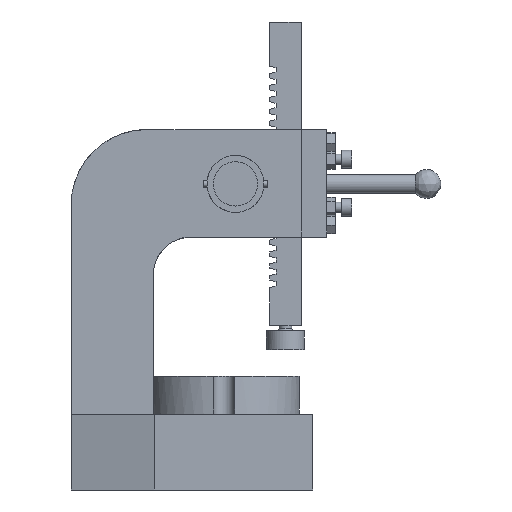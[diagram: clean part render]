
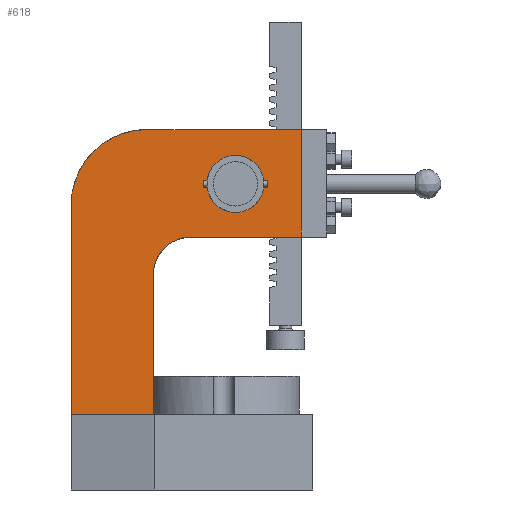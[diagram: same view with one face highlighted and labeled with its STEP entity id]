
A CAD part, left-side view. The second image highlights one B-rep face of the part: STEP entity #618.
In plain terms, the highlighted free-form (B-spline) face has degree [1, 1] with [2, 2] control points.
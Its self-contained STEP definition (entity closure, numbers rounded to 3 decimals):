
#568 = VERTEX_POINT('',#569);
#569 = CARTESIAN_POINT('',(-1109.338,3274.765,
    9728.037));
#574 = EDGE_CURVE('',#575,#568,#577,.T.);
#575 = VERTEX_POINT('',#576);
#576 = CARTESIAN_POINT('',(-1109.338,-889.518,
    9728.037));
#577 = B_SPLINE_CURVE_WITH_KNOTS('',1,(#578,#579),.UNSPECIFIED.,.F.,.F.,
  (2,2),(-3797.3,-698.5),.PIECEWISE_BEZIER_KNOTS.);
#578 = CARTESIAN_POINT('',(-1109.338,-889.518,
    9728.037));
#579 = CARTESIAN_POINT('',(-1109.338,3274.765,
    9728.037));
#618 = ADVANCED_FACE('',(#619,#671),#685,.T.);
#619 = FACE_BOUND('',#620,.T.);
#620 = EDGE_LOOP('',(#621,#622,#630,#637,#644,#651,#659,#666));
#621 = ORIENTED_EDGE('',*,*,#574,.T.);
#622 = ORIENTED_EDGE('',*,*,#623,.T.);
#623 = EDGE_CURVE('',#568,#624,#626,.T.);
#624 = VERTEX_POINT('',#625);
#625 = CARTESIAN_POINT('',(-1109.338,5322.772,
    7680.03));
#626 = ( BOUNDED_CURVE() B_SPLINE_CURVE(2,(#627,#628,#629),
.UNSPECIFIED.,.F.,.F.) B_SPLINE_CURVE_WITH_KNOTS((3,3),(3.142,
4.712),.PIECEWISE_BEZIER_KNOTS.) CURVE() 
GEOMETRIC_REPRESENTATION_ITEM() RATIONAL_B_SPLINE_CURVE((1.,
0.707,1.)) REPRESENTATION_ITEM('') );
#627 = CARTESIAN_POINT('',(-1109.338,3274.765,
    9728.037));
#628 = CARTESIAN_POINT('',(-1109.338,5322.772,
    9728.037));
#629 = CARTESIAN_POINT('',(-1109.338,5322.772,
    7680.03));
#630 = ORIENTED_EDGE('',*,*,#631,.F.);
#631 = EDGE_CURVE('',#632,#624,#634,.T.);
#632 = VERTEX_POINT('',#633);
#633 = CARTESIAN_POINT('',(-1109.338,5322.772,0.));
#634 = B_SPLINE_CURVE_WITH_KNOTS('',1,(#635,#636),.UNSPECIFIED.,.F.,.F.,
  (2,2),(0.,5715.),.PIECEWISE_BEZIER_KNOTS.);
#635 = CARTESIAN_POINT('',(-1109.338,5322.772,0.));
#636 = CARTESIAN_POINT('',(-1109.338,5322.772,
    7680.03));
#637 = ORIENTED_EDGE('',*,*,#638,.T.);
#638 = EDGE_CURVE('',#632,#639,#641,.T.);
#639 = VERTEX_POINT('',#640);
#640 = CARTESIAN_POINT('',(-1109.338,3104.097,0.));
#641 = B_SPLINE_CURVE_WITH_KNOTS('',1,(#642,#643),.UNSPECIFIED.,.F.,.F.,
  (2,2),(-825.5,825.5),.PIECEWISE_BEZIER_KNOTS.);
#642 = CARTESIAN_POINT('',(-1109.338,5322.772,0.));
#643 = CARTESIAN_POINT('',(-1109.338,3104.097,0.));
#644 = ORIENTED_EDGE('',*,*,#645,.T.);
#645 = EDGE_CURVE('',#639,#646,#648,.T.);
#646 = VERTEX_POINT('',#647);
#647 = CARTESIAN_POINT('',(-1109.338,3104.097,
    5802.689));
#648 = B_SPLINE_CURVE_WITH_KNOTS('',1,(#649,#650),.UNSPECIFIED.,.F.,.F.,
  (2,2),(0.,4318.),.PIECEWISE_BEZIER_KNOTS.);
#649 = CARTESIAN_POINT('',(-1109.338,3104.097,0.));
#650 = CARTESIAN_POINT('',(-1109.338,3104.097,
    5802.689));
#651 = ORIENTED_EDGE('',*,*,#652,.T.);
#652 = EDGE_CURVE('',#646,#653,#655,.T.);
#653 = VERTEX_POINT('',#654);
#654 = CARTESIAN_POINT('',(-1109.338,2080.093,
    6826.693));
#655 = ( BOUNDED_CURVE() B_SPLINE_CURVE(2,(#656,#657,#658),
.UNSPECIFIED.,.F.,.F.) B_SPLINE_CURVE_WITH_KNOTS((3,3),(1.571,
3.142),.PIECEWISE_BEZIER_KNOTS.) CURVE() 
GEOMETRIC_REPRESENTATION_ITEM() RATIONAL_B_SPLINE_CURVE((1.,
0.707,1.)) REPRESENTATION_ITEM('') );
#656 = CARTESIAN_POINT('',(-1109.338,3104.097,
    5802.689));
#657 = CARTESIAN_POINT('',(-1109.338,3104.097,
    6826.693));
#658 = CARTESIAN_POINT('',(-1109.338,2080.093,
    6826.693));
#659 = ORIENTED_EDGE('',*,*,#660,.T.);
#660 = EDGE_CURVE('',#653,#661,#663,.T.);
#661 = VERTEX_POINT('',#662);
#662 = CARTESIAN_POINT('',(-1109.338,-889.518,
    6826.693));
#663 = B_SPLINE_CURVE_WITH_KNOTS('',1,(#664,#665),.UNSPECIFIED.,.F.,.F.,
  (2,2),(101.6,2311.4),.PIECEWISE_BEZIER_KNOTS.);
#664 = CARTESIAN_POINT('',(-1109.338,2080.093,
    6826.693));
#665 = CARTESIAN_POINT('',(-1109.338,-889.518,
    6826.693));
#666 = ORIENTED_EDGE('',*,*,#667,.T.);
#667 = EDGE_CURVE('',#661,#575,#668,.T.);
#668 = B_SPLINE_CURVE_WITH_KNOTS('',1,(#669,#670),.UNSPECIFIED.,.F.,.F.,
  (2,2),(0.,2159.),.PIECEWISE_BEZIER_KNOTS.);
#669 = CARTESIAN_POINT('',(-1109.338,-889.518,
    6826.693));
#670 = CARTESIAN_POINT('',(-1109.338,-889.518,
    9728.037));
#671 = FACE_BOUND('',#672,.T.);
#672 = EDGE_LOOP('',(#673));
#673 = ORIENTED_EDGE('',*,*,#674,.F.);
#674 = EDGE_CURVE('',#675,#675,#677,.T.);
#675 = VERTEX_POINT('',#676);
#676 = CARTESIAN_POINT('',(-1109.338,885.422,
    7662.963));
#677 = ( BOUNDED_CURVE() B_SPLINE_CURVE(2,(#678,#679,#680,#681,#682,#683
,#684),.UNSPECIFIED.,.T.,.F.) B_SPLINE_CURVE_WITH_KNOTS((1,2,2,2,2,1),(
    -2.094,0.,2.094,4.189,6.283,
8.378),.UNSPECIFIED.) CURVE() GEOMETRIC_REPRESENTATION_ITEM() 
RATIONAL_B_SPLINE_CURVE((1.,0.5,1.,0.5,1.,0.5,1.)) REPRESENTATION_ITEM(
  '') );
#678 = CARTESIAN_POINT('',(-1109.338,885.422,
    7662.963));
#679 = CARTESIAN_POINT('',(-1109.338,-149.194,
    7662.963));
#680 = CARTESIAN_POINT('',(-1109.338,368.114,
    8558.966));
#681 = CARTESIAN_POINT('',(-1109.338,885.422,
    9454.97));
#682 = CARTESIAN_POINT('',(-1109.338,1402.73,
    8558.966));
#683 = CARTESIAN_POINT('',(-1109.338,1920.038,
    7662.963));
#684 = CARTESIAN_POINT('',(-1109.338,885.422,
    7662.963));
#685 = B_SPLINE_SURFACE_WITH_KNOTS('',1,1,(
    (#686,#687)
    ,(#688,#689
  )),.UNSPECIFIED.,.F.,.F.,.F.,(2,2),(2,2),(-7239.,0.),(-825.5,
    3797.3),.PIECEWISE_BEZIER_KNOTS.);
#686 = CARTESIAN_POINT('',(-1109.338,5322.772,
    9728.037));
#687 = CARTESIAN_POINT('',(-1109.338,-889.518,
    9728.037));
#688 = CARTESIAN_POINT('',(-1109.338,5322.772,0.));
#689 = CARTESIAN_POINT('',(-1109.338,-889.518,0.));
